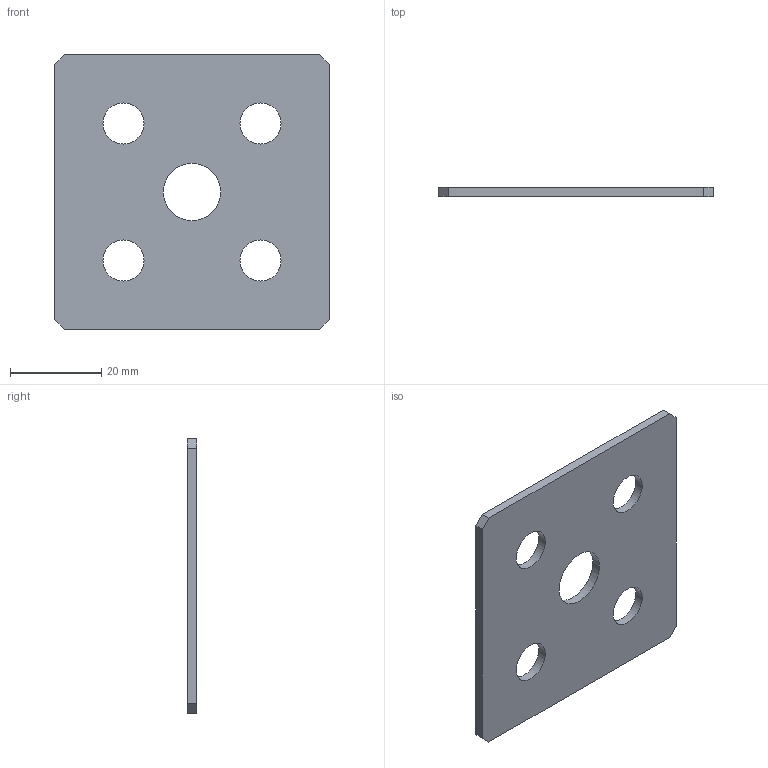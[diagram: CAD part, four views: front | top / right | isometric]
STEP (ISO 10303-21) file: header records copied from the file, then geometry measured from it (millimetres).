
FILE_DESCRIPTION(/* description */ ('STEP AP214'),/* implementation_level */ '2;1');
FILE_NAME(/* name */ 'JSHDS-SUD-A60-B60-T2-L30-G30-N8-D12.5',/* time_stamp */ '2024-06-18T07:45:26+02:00',/* author */ ('License CC BY-ND 4.0'),/* organization */ ('CADENAS'),/* preprocessor_version */ 'ST-DEVELOPER v19.3',/* originating_system */ 'PARTsolutions',/* authorisation */ ' ');
FILE_SCHEMA (('AUTOMOTIVE_DESIGN {1 0 10303 214 3 1 1}'));
Length unit declared in the file: millimetre
Products named in the file (1): JSHDS-SUD-A60-B60-T2-L30-G30-N8-D12.5
Bounding box: 60 x 2 x 60 mm (x, y, z)
Volume: 6429.6 mm3; surface area: 7205 mm2
Topology: 1 solids, 1 shells, 15 faces, 39 edges, 26 vertices
Faces by surface type: plane 10, cylinder 5
Full cylindrical faces by diameter (mm): 9 x4, 12.5 x1
Entity records: 488 total; most frequent: DIRECTION 76, CARTESIAN_POINT 76, ORIENTED_EDGE 68, EDGE_CURVE 34, EDGE_LOOP 30, FACE_BOUND 30, VERTEX_POINT 26, AXIS2_PLACEMENT_3D 26
